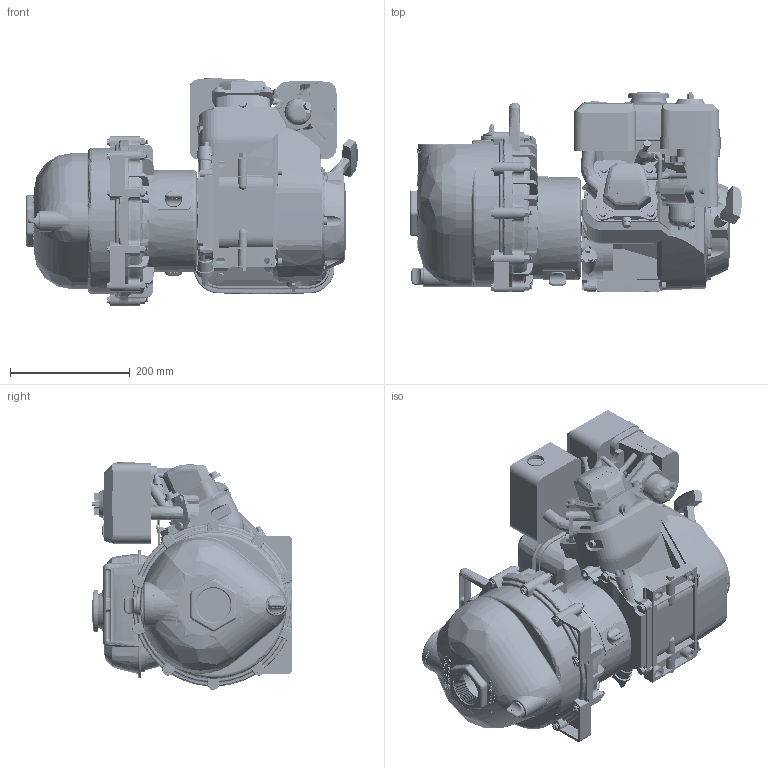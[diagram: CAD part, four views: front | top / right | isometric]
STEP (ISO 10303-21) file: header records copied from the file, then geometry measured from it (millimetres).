
FILE_DESCRIPTION(/* description */ ('POLY WET SEAL REAR BRACKET MOLDED W/ CHOICE OF HOLE SELECTION'),/* implementation_level */ '2;1');
FILE_NAME(/* name */ '200PH5W.stp',/* time_stamp */ '2016-08-05T09:49:20-04:00',/* author */ ('DGutierrez'),/* organization */ (''),/* preprocessor_version */ 'ST-DEVELOPER v16.1',/* originating_system */ 'Autodesk Inventor 2016',/* authorisation */ '');
FILE_SCHEMA (('AUTOMOTIVE_DESIGN { 1 0 10303 214 3 1 1 }'));
Products named in the file (35): 12703AWV; 12707WX; 12707W; 12202WX; 12202WY; 12202WZ; 12202W; X12712A; 12777; UV15163; 12712AP; E5H; 12702A; 13719; 15035E; 13034; 12717; 12709; 12155; 12705; 12900; 12725; 12719A; 12754; 12720; V07018; V07019; 12775A; 12902A; 12766; 12772; 12901; CV10175; A203V; 200PH5W
Assembly tree (82 placements, depth 5):
  200PH5W
    12707W
      12707WX
        12703AWV
    12202W
      12202WZ
        12202WY
          12202WX
    12712AP
      X12712A
      12777  x2
      UV15163  x2
    E5H
    12702A
    13719
    15035E
    13034  x4
    12717  x4
    12709  x4
    12155
    12705
    12900
    12725  x2
    12719A
    12754
    12720  x10
    V07018  x10
    V07019  x10
    12775A
    12902A  x2
    12766
    12772
    12901  x5
    CV10175
    UV15163  x2
    12777  x2
    A203V
Bounding box: 554.36 x 334.5 x 380.58 mm (x, y, z)
Volume: 18375851.2 mm3; surface area: 1971481.9 mm2
Topology: 99 solids, 100 shells, 10099 faces, 25156 edges, 15381 vertices
Faces by surface type: plane 3155, cylinder 2426, cone 2019, bspline 1595, torus 828, sphere 76
Full cylindrical faces by diameter (mm): 2.87 x2, 2.921 x2, 3.505 x14, 4.572 x1, 4.826 x2, 4.877 x6, 5.207 x2, 5.588 x7, 6 x1, 6.35 x430, 6.782 x1, 6.858 x20, 7.937 x1, 7.938 x4, 7.95 x4, 8 x3, 8.731 x6, 9.4 x2, 9.677 x4, 10 x1, 11.1 x1, 11.913 x8, 12 x2, 12.7 x4, 13 x5, 13.208 x10, 14.249 x4, 15 x3, 17.17 x1, 17.399 x1
Entity records: 270946 total; most frequent: CARTESIAN_POINT 119218, ORIENTED_EDGE 33302, DIRECTION 27344, EDGE_CURVE 16647, VERTEX_POINT 10940, AXIS2_PLACEMENT_3D 10140, EDGE_LOOP 7522, LINE 7064
